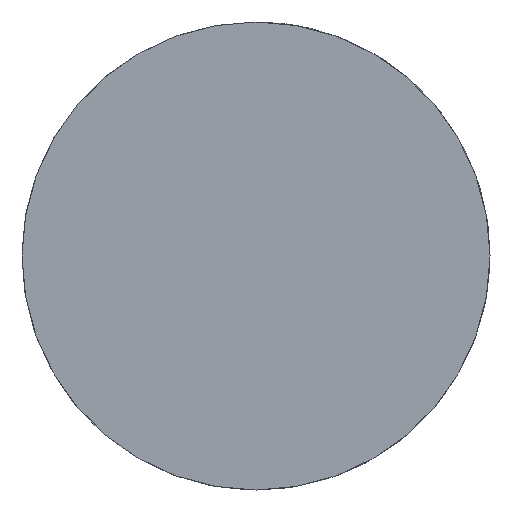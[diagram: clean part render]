
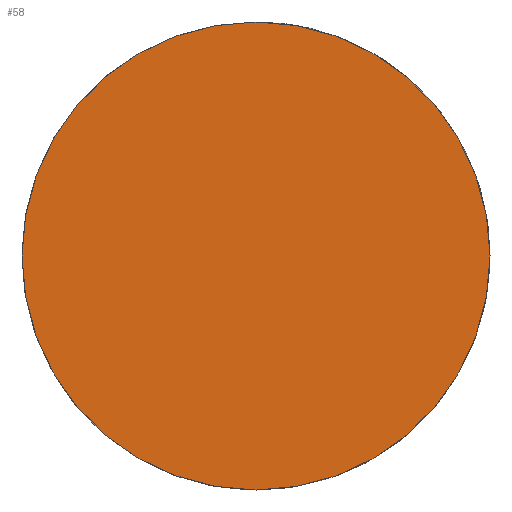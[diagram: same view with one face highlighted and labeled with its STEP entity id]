
A CAD part, left-side view. The second image highlights one B-rep face of the part: STEP entity #58.
In plain terms, the highlighted planar face has unit normal (-1, 0, 0).
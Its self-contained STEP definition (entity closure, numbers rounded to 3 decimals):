
#7 = VERTEX_POINT ( 'NONE', #108 ) ;
#14 = FACE_OUTER_BOUND ( 'NONE', #143, .T. ) ;
#16 = DIRECTION ( 'NONE',  ( 1., 0., 0. ) ) ;
#50 = CARTESIAN_POINT ( 'NONE',  ( 0., 0., 0. ) ) ;
#58 = ADVANCED_FACE ( 'NONE', ( #14 ), #204, .F. ) ;
#61 = AXIS2_PLACEMENT_3D ( 'NONE', #93, #63, #163 ) ;
#63 = DIRECTION ( 'NONE',  ( 1., 0., 0. ) ) ;
#85 = DIRECTION ( 'NONE',  ( 0., 0., -1. ) ) ;
#93 = CARTESIAN_POINT ( 'NONE',  ( 0., 0., 0. ) ) ;
#96 = AXIS2_PLACEMENT_3D ( 'NONE', #50, #16, #85 ) ;
#108 = CARTESIAN_POINT ( 'NONE',  ( 0., 0., -12.5 ) ) ;
#129 = EDGE_CURVE ( 'NONE', #7, #7, #152, .T. ) ;
#143 = EDGE_LOOP ( 'NONE', ( #189 ) ) ;
#152 = CIRCLE ( 'NONE', #61, 12.5 ) ;
#163 = DIRECTION ( 'NONE',  ( 0., 0., -1. ) ) ;
#189 = ORIENTED_EDGE ( 'NONE', *, *, #129, .F. ) ;
#204 = PLANE ( 'NONE',  #96 ) ;
